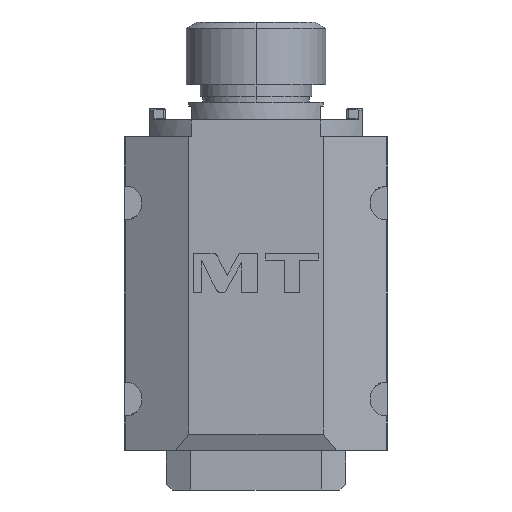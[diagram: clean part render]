
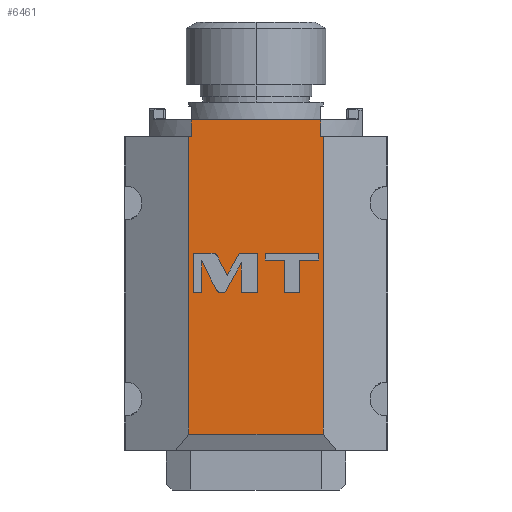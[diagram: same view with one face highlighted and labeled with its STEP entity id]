
A CAD part, left-side view. The second image highlights one B-rep face of the part: STEP entity #6461.
In plain terms, the highlighted planar face has unit normal (-1, 0, 0).
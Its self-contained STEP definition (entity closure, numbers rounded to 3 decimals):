
#952=DIRECTION('',(0.,0.,1.));
#953=VECTOR('',#952,6.);
#954=CARTESIAN_POINT('',(-123.,23.157,58.7));
#955=LINE('',#954,#953);
#1036=DIRECTION('',(0.,0.,1.));
#1037=VECTOR('',#1036,6.);
#1038=CARTESIAN_POINT('',(-123.,-23.157,58.7));
#1039=LINE('',#1038,#1037);
#1053=DIRECTION('',(0.,-1.,0.));
#1054=VECTOR('',#1053,0.843);
#1055=CARTESIAN_POINT('',(-123.,24.,58.7));
#1056=LINE('',#1055,#1054);
#1057=DIRECTION('',(0.,1.,0.));
#1058=VECTOR('',#1057,46.314);
#1059=CARTESIAN_POINT('',(-123.,-23.157,64.7));
#1060=LINE('',#1059,#1058);
#1061=DIRECTION('',(0.,-1.,0.));
#1062=VECTOR('',#1061,0.843);
#1063=CARTESIAN_POINT('',(-123.,-23.157,58.7));
#1064=LINE('',#1063,#1062);
#1065=DIRECTION('',(0.,0.,1.));
#1066=VECTOR('',#1065,106.2);
#1067=CARTESIAN_POINT('',(-123.,-24.,-47.5));
#1068=LINE('',#1067,#1066);
#1069=DIRECTION('',(0.,1.,0.));
#1070=VECTOR('',#1069,48.);
#1071=CARTESIAN_POINT('',(-123.,-24.,-47.5));
#1072=LINE('',#1071,#1070);
#1073=DIRECTION('',(0.,0.,1.));
#1074=VECTOR('',#1073,106.2);
#1075=CARTESIAN_POINT('',(-123.,24.,-47.5));
#1076=LINE('',#1075,#1074);
#1077=CARTESIAN_POINT('',(-123.,13.841,16.089));
#1078=CARTESIAN_POINT('',(-123.,14.131,16.651));
#1079=CARTESIAN_POINT('',(-123.,14.705,17.));
#1080=CARTESIAN_POINT('',(-123.,15.337,17.));
#1082=DIRECTION('',(0.,1.,0.));
#1083=VECTOR('',#1082,7.038);
#1084=CARTESIAN_POINT('',(-123.,15.337,17.));
#1085=LINE('',#1084,#1083);
#1086=DIRECTION('',(0.,0.,-1.));
#1087=VECTOR('',#1086,14.);
#1088=CARTESIAN_POINT('',(-123.,22.375,17.));
#1089=LINE('',#1088,#1087);
#1090=DIRECTION('',(0.,-1.,0.));
#1091=VECTOR('',#1090,2.912);
#1092=CARTESIAN_POINT('',(-123.,22.375,3.));
#1093=LINE('',#1092,#1091);
#1094=DIRECTION('',(0.,0.,1.));
#1095=VECTOR('',#1094,11.341);
#1096=CARTESIAN_POINT('',(-123.,19.463,3.));
#1097=LINE('',#1096,#1095);
#1098=DIRECTION('',(0.,-0.459,-0.888));
#1099=VECTOR('',#1098,11.742);
#1100=CARTESIAN_POINT('',(-123.,19.463,14.341));
#1101=LINE('',#1100,#1099);
#1102=CARTESIAN_POINT('',(-123.,14.07,3.911));
#1103=CARTESIAN_POINT('',(-123.,13.779,3.348));
#1104=CARTESIAN_POINT('',(-123.,13.204,3.));
#1105=CARTESIAN_POINT('',(-123.,12.57,3.));
#1107=DIRECTION('',(0.,-1.,0.));
#1108=VECTOR('',#1107,1.46);
#1109=CARTESIAN_POINT('',(-123.,12.57,3.));
#1110=LINE('',#1109,#1108);
#1111=DIRECTION('',(0.,-0.481,0.877));
#1112=VECTOR('',#1111,12.147);
#1113=CARTESIAN_POINT('',(-123.,11.11,3.));
#1114=LINE('',#1113,#1112);
#1115=DIRECTION('',(0.,0.,-1.));
#1116=VECTOR('',#1115,10.648);
#1117=CARTESIAN_POINT('',(-123.,5.265,13.648));
#1118=LINE('',#1117,#1116);
#1119=DIRECTION('',(0.,-1.,0.));
#1120=VECTOR('',#1119,5.891);
#1121=CARTESIAN_POINT('',(-123.,5.265,3.));
#1122=LINE('',#1121,#1120);
#1123=DIRECTION('',(0.,0.,1.));
#1124=VECTOR('',#1123,14.);
#1125=CARTESIAN_POINT('',(-123.,-0.626,3.));
#1126=LINE('',#1125,#1124);
#1127=DIRECTION('',(0.,1.,0.));
#1128=VECTOR('',#1127,6.642);
#1129=CARTESIAN_POINT('',(-123.,-0.626,17.));
#1130=LINE('',#1129,#1128);
#1131=DIRECTION('',(0.,0.481,-0.877));
#1132=VECTOR('',#1131,8.878);
#1133=CARTESIAN_POINT('',(-123.,6.016,17.));
#1134=LINE('',#1133,#1132);
#1135=DIRECTION('',(0.,0.459,0.888));
#1136=VECTOR('',#1135,7.735);
#1137=CARTESIAN_POINT('',(-123.,10.288,9.218));
#1138=LINE('',#1137,#1136);
#1139=DIRECTION('',(0.,0.,-1.));
#1140=VECTOR('',#1139,11.616);
#1141=CARTESIAN_POINT('',(-123.,-10.041,14.616));
#1142=LINE('',#1141,#1140);
#1143=DIRECTION('',(0.,-1.,0.));
#1144=VECTOR('',#1143,5.546);
#1145=CARTESIAN_POINT('',(-123.,-10.041,3.));
#1146=LINE('',#1145,#1144);
#1147=DIRECTION('',(0.,0.,1.));
#1148=VECTOR('',#1147,11.616);
#1149=CARTESIAN_POINT('',(-123.,-15.587,3.));
#1150=LINE('',#1149,#1148);
#1151=DIRECTION('',(0.,-1.,0.));
#1152=VECTOR('',#1151,6.787);
#1153=CARTESIAN_POINT('',(-123.,-15.587,14.616));
#1154=LINE('',#1153,#1152);
#1155=DIRECTION('',(0.,0.,1.));
#1156=VECTOR('',#1155,2.384);
#1157=CARTESIAN_POINT('',(-123.,-22.374,14.616));
#1158=LINE('',#1157,#1156);
#1159=DIRECTION('',(0.,1.,0.));
#1160=VECTOR('',#1159,19.12);
#1161=CARTESIAN_POINT('',(-123.,-22.374,17.));
#1162=LINE('',#1161,#1160);
#1163=DIRECTION('',(0.,0.,-1.));
#1164=VECTOR('',#1163,2.384);
#1165=CARTESIAN_POINT('',(-123.,-3.254,17.));
#1166=LINE('',#1165,#1164);
#1167=DIRECTION('',(0.,-1.,0.));
#1168=VECTOR('',#1167,6.787);
#1169=CARTESIAN_POINT('',(-123.,-3.254,14.616));
#1170=LINE('',#1169,#1168);
#4366=CARTESIAN_POINT('',(-123.,24.,58.7));
#4368=VERTEX_POINT('',#4366);
#4370=CARTESIAN_POINT('',(-123.,-24.,58.7));
#4372=VERTEX_POINT('',#4370);
#4417=CARTESIAN_POINT('',(-123.,-24.,-47.5));
#4418=CARTESIAN_POINT('',(-123.,24.,-47.5));
#4419=VERTEX_POINT('',#4417);
#4420=VERTEX_POINT('',#4418);
#4958=CARTESIAN_POINT('',(-123.,-23.157,64.7));
#4959=CARTESIAN_POINT('',(-123.,23.157,64.7));
#4960=VERTEX_POINT('',#4958);
#4961=VERTEX_POINT('',#4959);
#4969=CARTESIAN_POINT('',(-123.,23.157,58.7));
#4971=VERTEX_POINT('',#4969);
#4972=CARTESIAN_POINT('',(-123.,-23.157,58.7));
#4974=VERTEX_POINT('',#4972);
#5175=CARTESIAN_POINT('',(-123.,13.841,16.089));
#5176=VERTEX_POINT('',#5175);
#5177=CARTESIAN_POINT('',(-123.,15.337,17.));
#5178=VERTEX_POINT('',#5177);
#5179=CARTESIAN_POINT('',(-123.,22.375,17.));
#5180=VERTEX_POINT('',#5179);
#5181=CARTESIAN_POINT('',(-123.,22.375,3.));
#5182=VERTEX_POINT('',#5181);
#5183=CARTESIAN_POINT('',(-123.,19.463,3.));
#5184=VERTEX_POINT('',#5183);
#5185=CARTESIAN_POINT('',(-123.,19.463,14.341));
#5186=VERTEX_POINT('',#5185);
#5187=CARTESIAN_POINT('',(-123.,14.07,3.911));
#5188=VERTEX_POINT('',#5187);
#5189=CARTESIAN_POINT('',(-123.,12.57,3.));
#5190=VERTEX_POINT('',#5189);
#5191=CARTESIAN_POINT('',(-123.,11.11,3.));
#5192=VERTEX_POINT('',#5191);
#5193=CARTESIAN_POINT('',(-123.,5.265,13.648));
#5194=VERTEX_POINT('',#5193);
#5195=CARTESIAN_POINT('',(-123.,5.265,3.));
#5196=VERTEX_POINT('',#5195);
#5197=CARTESIAN_POINT('',(-123.,-0.626,3.));
#5198=VERTEX_POINT('',#5197);
#5199=CARTESIAN_POINT('',(-123.,-0.626,17.));
#5200=VERTEX_POINT('',#5199);
#5201=CARTESIAN_POINT('',(-123.,6.016,17.));
#5202=VERTEX_POINT('',#5201);
#5203=CARTESIAN_POINT('',(-123.,10.288,9.218));
#5204=VERTEX_POINT('',#5203);
#5205=CARTESIAN_POINT('',(-123.,-10.041,14.616));
#5206=VERTEX_POINT('',#5205);
#5207=CARTESIAN_POINT('',(-123.,-10.041,3.));
#5208=VERTEX_POINT('',#5207);
#5209=CARTESIAN_POINT('',(-123.,-15.587,3.));
#5210=VERTEX_POINT('',#5209);
#5211=CARTESIAN_POINT('',(-123.,-15.587,14.616));
#5212=VERTEX_POINT('',#5211);
#5213=CARTESIAN_POINT('',(-123.,-22.374,14.616));
#5214=VERTEX_POINT('',#5213);
#5215=CARTESIAN_POINT('',(-123.,-22.374,17.));
#5216=VERTEX_POINT('',#5215);
#5217=CARTESIAN_POINT('',(-123.,-3.254,17.));
#5218=VERTEX_POINT('',#5217);
#5219=CARTESIAN_POINT('',(-123.,-3.254,14.616));
#5220=VERTEX_POINT('',#5219);
#6392=CARTESIAN_POINT('',(-123.,0.,0.));
#6393=DIRECTION('',(1.,0.,0.));
#6394=DIRECTION('',(0.,1.,0.));
#6395=AXIS2_PLACEMENT_3D('',#6392,#6393,#6394);
#6396=PLANE('',#6395);
#6397=ORIENTED_EDGE('',*,*,#6210,.T.);
#6398=ORIENTED_EDGE('',*,*,#6250,.T.);
#6400=ORIENTED_EDGE('',*,*,#6399,.F.);
#6401=ORIENTED_EDGE('',*,*,#6377,.F.);
#6402=ORIENTED_EDGE('',*,*,#6366,.T.);
#6404=ORIENTED_EDGE('',*,*,#6403,.F.);
#6406=ORIENTED_EDGE('',*,*,#6405,.T.);
#6408=ORIENTED_EDGE('',*,*,#6407,.T.);
#6409=EDGE_LOOP('',(#6397,#6398,#6400,#6401,#6402,#6404,#6406,#6408));
#6410=FACE_OUTER_BOUND('',#6409,.F.);
#6412=ORIENTED_EDGE('',*,*,#6411,.T.);
#6414=ORIENTED_EDGE('',*,*,#6413,.T.);
#6416=ORIENTED_EDGE('',*,*,#6415,.T.);
#6418=ORIENTED_EDGE('',*,*,#6417,.T.);
#6420=ORIENTED_EDGE('',*,*,#6419,.T.);
#6422=ORIENTED_EDGE('',*,*,#6421,.T.);
#6424=ORIENTED_EDGE('',*,*,#6423,.T.);
#6426=ORIENTED_EDGE('',*,*,#6425,.T.);
#6428=ORIENTED_EDGE('',*,*,#6427,.T.);
#6430=ORIENTED_EDGE('',*,*,#6429,.T.);
#6432=ORIENTED_EDGE('',*,*,#6431,.T.);
#6434=ORIENTED_EDGE('',*,*,#6433,.T.);
#6436=ORIENTED_EDGE('',*,*,#6435,.T.);
#6438=ORIENTED_EDGE('',*,*,#6437,.T.);
#6440=ORIENTED_EDGE('',*,*,#6439,.T.);
#6441=EDGE_LOOP('',(#6412,#6414,#6416,#6418,#6420,#6422,#6424,#6426,#6428,#6430,
#6432,#6434,#6436,#6438,#6440));
#6442=FACE_BOUND('',#6441,.F.);
#6444=ORIENTED_EDGE('',*,*,#6443,.T.);
#6446=ORIENTED_EDGE('',*,*,#6445,.T.);
#6448=ORIENTED_EDGE('',*,*,#6447,.T.);
#6450=ORIENTED_EDGE('',*,*,#6449,.T.);
#6452=ORIENTED_EDGE('',*,*,#6451,.T.);
#6454=ORIENTED_EDGE('',*,*,#6453,.T.);
#6456=ORIENTED_EDGE('',*,*,#6455,.T.);
#6458=ORIENTED_EDGE('',*,*,#6457,.T.);
#6459=EDGE_LOOP('',(#6444,#6446,#6448,#6450,#6452,#6454,#6456,#6458));
#6460=FACE_BOUND('',#6459,.F.);
#6461=ADVANCED_FACE('',(#6410,#6442,#6460),#6396,.F.);
#1081=B_SPLINE_CURVE_WITH_KNOTS('',3,(#1077,#1078,#1079,#1080),.UNSPECIFIED.,
.F.,.F.,(4,4),(0.,1.),.UNSPECIFIED.);
#1106=B_SPLINE_CURVE_WITH_KNOTS('',3,(#1102,#1103,#1104,#1105),.UNSPECIFIED.,
.F.,.F.,(4,4),(0.,1.),.UNSPECIFIED.);
#6210=EDGE_CURVE('',#4368,#4971,#1056,.T.);
#6250=EDGE_CURVE('',#4971,#4961,#955,.T.);
#6366=EDGE_CURVE('',#4974,#4372,#1064,.T.);
#6377=EDGE_CURVE('',#4974,#4960,#1039,.T.);
#6399=EDGE_CURVE('',#4960,#4961,#1060,.T.);
#6403=EDGE_CURVE('',#4419,#4372,#1068,.T.);
#6405=EDGE_CURVE('',#4419,#4420,#1072,.T.);
#6407=EDGE_CURVE('',#4420,#4368,#1076,.T.);
#6411=EDGE_CURVE('',#5176,#5178,#1081,.T.);
#6413=EDGE_CURVE('',#5178,#5180,#1085,.T.);
#6415=EDGE_CURVE('',#5180,#5182,#1089,.T.);
#6417=EDGE_CURVE('',#5182,#5184,#1093,.T.);
#6419=EDGE_CURVE('',#5184,#5186,#1097,.T.);
#6421=EDGE_CURVE('',#5186,#5188,#1101,.T.);
#6423=EDGE_CURVE('',#5188,#5190,#1106,.T.);
#6425=EDGE_CURVE('',#5190,#5192,#1110,.T.);
#6427=EDGE_CURVE('',#5192,#5194,#1114,.T.);
#6429=EDGE_CURVE('',#5194,#5196,#1118,.T.);
#6431=EDGE_CURVE('',#5196,#5198,#1122,.T.);
#6433=EDGE_CURVE('',#5198,#5200,#1126,.T.);
#6435=EDGE_CURVE('',#5200,#5202,#1130,.T.);
#6437=EDGE_CURVE('',#5202,#5204,#1134,.T.);
#6439=EDGE_CURVE('',#5204,#5176,#1138,.T.);
#6443=EDGE_CURVE('',#5206,#5208,#1142,.T.);
#6445=EDGE_CURVE('',#5208,#5210,#1146,.T.);
#6447=EDGE_CURVE('',#5210,#5212,#1150,.T.);
#6449=EDGE_CURVE('',#5212,#5214,#1154,.T.);
#6451=EDGE_CURVE('',#5214,#5216,#1158,.T.);
#6453=EDGE_CURVE('',#5216,#5218,#1162,.T.);
#6455=EDGE_CURVE('',#5218,#5220,#1166,.T.);
#6457=EDGE_CURVE('',#5220,#5206,#1170,.T.);
